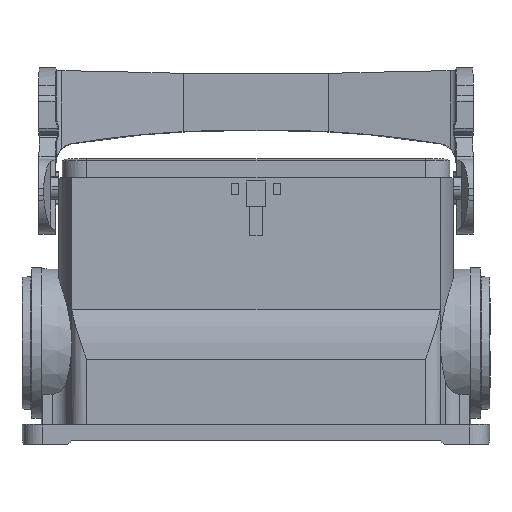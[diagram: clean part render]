
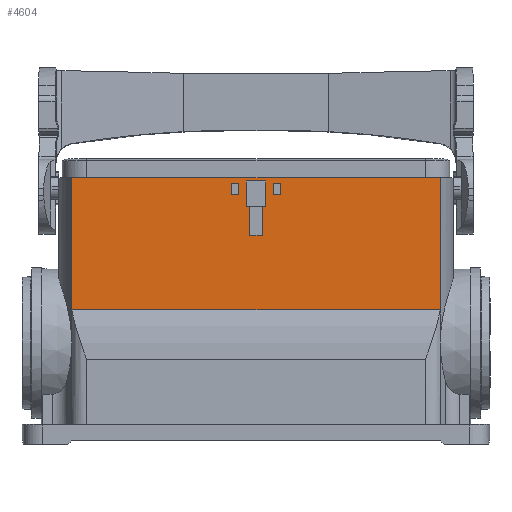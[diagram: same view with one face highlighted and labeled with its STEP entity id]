
A CAD part, front view. The second image highlights one B-rep face of the part: STEP entity #4604.
In plain terms, the highlighted planar face has unit normal (0, -1, 0).
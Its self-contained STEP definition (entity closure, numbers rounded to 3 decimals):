
#3627=FACE_BOUND('',#5724,.T.);
#3628=FACE_BOUND('',#5725,.T.);
#3629=FACE_BOUND('',#5726,.T.);
#3630=FACE_BOUND('',#5727,.T.);
#4167=PLANE('',#16485);
#4604=ADVANCED_FACE('',(#3627,#3628,#3629,#3630),#4167,.T.);
#5724=EDGE_LOOP('',(#7175,#7176,#7177,#7178));
#5725=EDGE_LOOP('',(#7179,#7180,#7181,#7182));
#5726=EDGE_LOOP('',(#7183,#7184,#7185,#7186,#7187,#7188,#7189,#7190));
#5727=EDGE_LOOP('',(#7191,#7192,#7193,#7194));
#7175=ORIENTED_EDGE('',*,*,#10972,.F.);
#7176=ORIENTED_EDGE('',*,*,#10973,.F.);
#7177=ORIENTED_EDGE('',*,*,#10974,.F.);
#7178=ORIENTED_EDGE('',*,*,#10975,.F.);
#7179=ORIENTED_EDGE('',*,*,#10976,.F.);
#7180=ORIENTED_EDGE('',*,*,#10977,.T.);
#7181=ORIENTED_EDGE('',*,*,#10978,.T.);
#7182=ORIENTED_EDGE('',*,*,#10979,.T.);
#7183=ORIENTED_EDGE('',*,*,#10980,.T.);
#7184=ORIENTED_EDGE('',*,*,#10981,.T.);
#7185=ORIENTED_EDGE('',*,*,#10982,.T.);
#7186=ORIENTED_EDGE('',*,*,#10983,.T.);
#7187=ORIENTED_EDGE('',*,*,#10984,.T.);
#7188=ORIENTED_EDGE('',*,*,#10985,.T.);
#7189=ORIENTED_EDGE('',*,*,#10986,.T.);
#7190=ORIENTED_EDGE('',*,*,#10987,.T.);
#7191=ORIENTED_EDGE('',*,*,#10988,.F.);
#7192=ORIENTED_EDGE('',*,*,#10989,.F.);
#7193=ORIENTED_EDGE('',*,*,#10990,.F.);
#7194=ORIENTED_EDGE('',*,*,#10991,.F.);
#9773=VERTEX_POINT('',#22409);
#9774=VERTEX_POINT('',#22410);
#9775=VERTEX_POINT('',#22412);
#9776=VERTEX_POINT('',#22414);
#9777=VERTEX_POINT('',#22417);
#9778=VERTEX_POINT('',#22418);
#9779=VERTEX_POINT('',#22420);
#9780=VERTEX_POINT('',#22422);
#9781=VERTEX_POINT('',#22425);
#9782=VERTEX_POINT('',#22426);
#9783=VERTEX_POINT('',#22428);
#9784=VERTEX_POINT('',#22430);
#9785=VERTEX_POINT('',#22432);
#9786=VERTEX_POINT('',#22434);
#9787=VERTEX_POINT('',#22436);
#9788=VERTEX_POINT('',#22438);
#9789=VERTEX_POINT('',#22441);
#9790=VERTEX_POINT('',#22442);
#9791=VERTEX_POINT('',#22444);
#9792=VERTEX_POINT('',#22446);
#10972=EDGE_CURVE('',#9773,#9774,#13372,.T.);
#10973=EDGE_CURVE('',#9775,#9773,#13373,.T.);
#10974=EDGE_CURVE('',#9776,#9775,#13374,.T.);
#10975=EDGE_CURVE('',#9774,#9776,#13375,.T.);
#10976=EDGE_CURVE('',#9777,#9778,#13376,.T.);
#10977=EDGE_CURVE('',#9777,#9779,#13377,.T.);
#10978=EDGE_CURVE('',#9779,#9780,#13378,.T.);
#10979=EDGE_CURVE('',#9780,#9778,#13379,.T.);
#10980=EDGE_CURVE('',#9781,#9782,#13380,.T.);
#10981=EDGE_CURVE('',#9782,#9783,#13381,.T.);
#10982=EDGE_CURVE('',#9783,#9784,#13382,.T.);
#10983=EDGE_CURVE('',#9784,#9785,#13383,.T.);
#10984=EDGE_CURVE('',#9785,#9786,#13384,.T.);
#10985=EDGE_CURVE('',#9786,#9787,#13385,.T.);
#10986=EDGE_CURVE('',#9787,#9788,#13386,.T.);
#10987=EDGE_CURVE('',#9788,#9781,#13387,.T.);
#10988=EDGE_CURVE('',#9789,#9790,#13388,.T.);
#10989=EDGE_CURVE('',#9791,#9789,#13389,.T.);
#10990=EDGE_CURVE('',#9792,#9791,#13390,.T.);
#10991=EDGE_CURVE('',#9790,#9792,#13391,.T.);
#13372=LINE('',#22408,#14548);
#13373=LINE('',#22411,#14549);
#13374=LINE('',#22413,#14550);
#13375=LINE('',#22415,#14551);
#13376=LINE('',#22416,#14552);
#13377=LINE('',#22419,#14553);
#13378=LINE('',#22421,#14554);
#13379=LINE('',#22423,#14555);
#13380=LINE('',#22424,#14556);
#13381=LINE('',#22427,#14557);
#13382=LINE('',#22429,#14558);
#13383=LINE('',#22431,#14559);
#13384=LINE('',#22433,#14560);
#13385=LINE('',#22435,#14561);
#13386=LINE('',#22437,#14562);
#13387=LINE('',#22439,#14563);
#13388=LINE('',#22440,#14564);
#13389=LINE('',#22443,#14565);
#13390=LINE('',#22445,#14566);
#13391=LINE('',#22447,#14567);
#14548=VECTOR('',#18254,1.);
#14549=VECTOR('',#18255,1.);
#14550=VECTOR('',#18256,1.);
#14551=VECTOR('',#18257,1.);
#14552=VECTOR('',#18258,1.);
#14553=VECTOR('',#18259,1.);
#14554=VECTOR('',#18260,1.);
#14555=VECTOR('',#18261,1.);
#14556=VECTOR('',#18262,1.);
#14557=VECTOR('',#18263,1.);
#14558=VECTOR('',#18264,1.);
#14559=VECTOR('',#18265,1.);
#14560=VECTOR('',#18266,1.);
#14561=VECTOR('',#18267,1.);
#14562=VECTOR('',#18268,1.);
#14563=VECTOR('',#18269,1.);
#14564=VECTOR('',#18270,1.);
#14565=VECTOR('',#18271,1.);
#14566=VECTOR('',#18272,1.);
#14567=VECTOR('',#18273,1.);
#16485=AXIS2_PLACEMENT_3D('',#22448,#18274,#18275);
#18254=DIRECTION('',(0.,0.,1.));
#18255=DIRECTION('',(1.,0.,0.));
#18256=DIRECTION('',(0.,0.,-1.));
#18257=DIRECTION('',(-1.,0.,0.));
#18258=DIRECTION('',(-1.,0.,0.));
#18259=DIRECTION('',(0.,0.,1.));
#18260=DIRECTION('',(-1.,0.,0.));
#18261=DIRECTION('',(0.,0.,-1.));
#18262=DIRECTION('',(0.017,0.,-1.));
#18263=DIRECTION('',(-1.,0.,0.));
#18264=DIRECTION('',(0.,0.,-1.));
#18265=DIRECTION('',(-1.,0.,0.));
#18266=DIRECTION('',(0.,0.,1.));
#18267=DIRECTION('',(-1.,0.,0.));
#18268=DIRECTION('',(0.017,0.,1.));
#18269=DIRECTION('',(1.,0.,0.));
#18270=DIRECTION('',(1.,0.,0.));
#18271=DIRECTION('',(0.,0.,-1.));
#18272=DIRECTION('',(-1.,0.,0.));
#18273=DIRECTION('',(0.,0.,1.));
#18274=DIRECTION('',(0.,-1.,0.));
#18275=DIRECTION('',(-1.,0.,0.));
#22408=CARTESIAN_POINT('',(-5.5,-22.5,5.7));
#22409=CARTESIAN_POINT('',(-5.5,-22.5,0.6));
#22410=CARTESIAN_POINT('',(-5.5,-22.5,4.));
#22411=CARTESIAN_POINT('',(-7.7,-22.5,0.6));
#22412=CARTESIAN_POINT('',(-7.7,-22.5,0.6));
#22413=CARTESIAN_POINT('',(-7.7,-22.5,4.));
#22414=CARTESIAN_POINT('',(-7.7,-22.5,4.));
#22415=CARTESIAN_POINT('',(-5.5,-22.5,4.));
#22416=CARTESIAN_POINT('',(56.85,-22.5,-35.001));
#22417=CARTESIAN_POINT('',(56.85,-22.5,-35.001));
#22418=CARTESIAN_POINT('',(-56.85,-22.5,-35.001));
#22419=CARTESIAN_POINT('',(56.85,-22.5,5.7));
#22420=CARTESIAN_POINT('',(56.85,-22.5,5.7));
#22421=CARTESIAN_POINT('',(0.,-22.5,5.7));
#22422=CARTESIAN_POINT('',(-56.85,-22.5,5.7));
#22423=CARTESIAN_POINT('',(-56.85,-22.5,5.7));
#22424=CARTESIAN_POINT('',(2.047,-22.5,-5.964));
#22425=CARTESIAN_POINT('',(1.86,-22.5,4.75));
#22426=CARTESIAN_POINT('',(2.001,-22.5,-3.285));
#22427=CARTESIAN_POINT('',(0.,-22.5,-3.285));
#22428=CARTESIAN_POINT('',(2.,-22.5,-3.285));
#22429=CARTESIAN_POINT('',(2.,-22.5,-6.));
#22430=CARTESIAN_POINT('',(2.,-22.5,-11.95));
#22431=CARTESIAN_POINT('',(0.,-22.5,-11.95));
#22432=CARTESIAN_POINT('',(-2.,-22.5,-11.95));
#22433=CARTESIAN_POINT('',(-2.,-22.5,-6.));
#22434=CARTESIAN_POINT('',(-2.,-22.5,-3.285));
#22435=CARTESIAN_POINT('',(0.,-22.5,-3.285));
#22436=CARTESIAN_POINT('',(-2.001,-22.5,-3.285));
#22437=CARTESIAN_POINT('',(-2.047,-22.5,-5.964));
#22438=CARTESIAN_POINT('',(-1.86,-22.5,4.75));
#22439=CARTESIAN_POINT('',(-2.,-22.5,4.75));
#22440=CARTESIAN_POINT('',(5.5,-22.5,0.6));
#22441=CARTESIAN_POINT('',(5.5,-22.5,0.6));
#22442=CARTESIAN_POINT('',(7.7,-22.5,0.6));
#22443=CARTESIAN_POINT('',(5.5,-22.5,4.));
#22444=CARTESIAN_POINT('',(5.5,-22.5,4.));
#22445=CARTESIAN_POINT('',(7.7,-22.5,4.));
#22446=CARTESIAN_POINT('',(7.7,-22.5,4.));
#22447=CARTESIAN_POINT('',(7.7,-22.5,0.6));
#22448=CARTESIAN_POINT('',(0.,-22.5,5.7));
